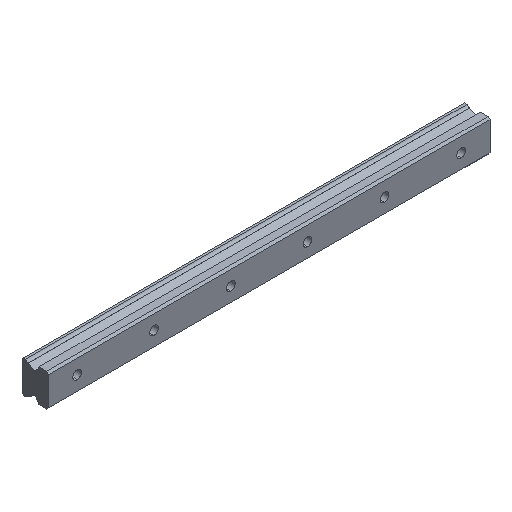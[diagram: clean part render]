
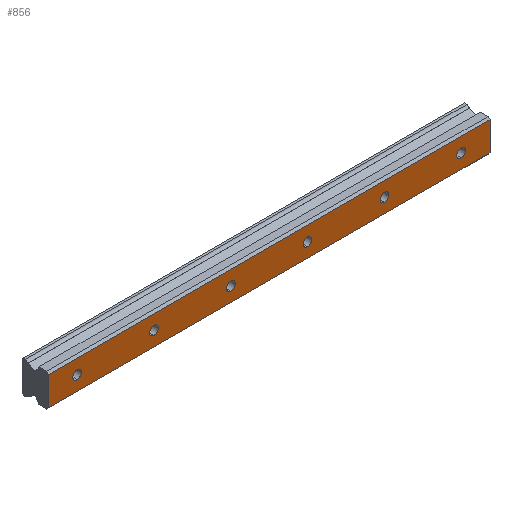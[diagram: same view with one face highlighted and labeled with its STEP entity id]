
A CAD part, isometric view. The second image highlights one B-rep face of the part: STEP entity #856.
In plain terms, the highlighted planar face has unit normal (0, -1, 0).
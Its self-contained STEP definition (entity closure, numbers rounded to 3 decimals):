
#4 = EDGE_CURVE ( 'NONE', #333, #716, #1142, .T. ) ;
#41 = EDGE_CURVE ( 'NONE', #1702, #1063, #1071, .T. ) ;
#48 = DIRECTION ( 'NONE',  ( 0., -1., 0. ) ) ;
#79 = CARTESIAN_POINT ( 'NONE',  ( 160., 0., -4.5 ) ) ;
#82 = CARTESIAN_POINT ( 'NONE',  ( -30., 0., -14.95 ) ) ;
#95 = PLANE ( 'NONE',  #537 ) ;
#101 = EDGE_CURVE ( 'NONE', #1796, #448, #274, .T. ) ;
#113 = CARTESIAN_POINT ( 'NONE',  ( 400., 0., 0. ) ) ;
#118 = EDGE_CURVE ( 'NONE', #151, #486, #866, .T. ) ;
#131 = VERTEX_POINT ( 'NONE', #1429 ) ;
#146 = EDGE_CURVE ( 'NONE', #393, #565, #1705, .T. ) ;
#151 = VERTEX_POINT ( 'NONE', #82 ) ;
#155 = CIRCLE ( 'NONE', #1283, 4.5 ) ;
#173 = CARTESIAN_POINT ( 'NONE',  ( 320., 0., 4.5 ) ) ;
#177 = DIRECTION ( 'NONE',  ( 0., 0., 1. ) ) ;
#184 = AXIS2_PLACEMENT_3D ( 'NONE', #1385, #1810, #1824 ) ;
#192 = ORIENTED_EDGE ( 'NONE', *, *, #1499, .F. ) ;
#194 = DIRECTION ( 'NONE',  ( 0., -1., 0. ) ) ;
#222 = ORIENTED_EDGE ( 'NONE', *, *, #1404, .F. ) ;
#230 = FACE_BOUND ( 'NONE', #1382, .T. ) ;
#244 = AXIS2_PLACEMENT_3D ( 'NONE', #1445, #194, #1781 ) ;
#246 = DIRECTION ( 'NONE',  ( 0., 0., 1. ) ) ;
#248 = CARTESIAN_POINT ( 'NONE',  ( 240., 0., 0. ) ) ;
#253 = EDGE_CURVE ( 'NONE', #486, #1264, #1618, .T. ) ;
#274 = CIRCLE ( 'NONE', #568, 4.5 ) ;
#309 = VERTEX_POINT ( 'NONE', #1674 ) ;
#318 = VECTOR ( 'NONE', #388, 1000. ) ;
#333 = VERTEX_POINT ( 'NONE', #960 ) ;
#335 = CARTESIAN_POINT ( 'NONE',  ( 430., 0., 14.95 ) ) ;
#367 = DIRECTION ( 'NONE',  ( 0., -1., 0. ) ) ;
#381 = DIRECTION ( 'NONE',  ( 0., 0., 1. ) ) ;
#388 = DIRECTION ( 'NONE',  ( 0., 0., -1. ) ) ;
#390 = EDGE_LOOP ( 'NONE', ( #669, #454 ) ) ;
#393 = VERTEX_POINT ( 'NONE', #1694 ) ;
#433 = DIRECTION ( 'NONE',  ( 0., -1., 0. ) ) ;
#448 = VERTEX_POINT ( 'NONE', #561 ) ;
#450 = DIRECTION ( 'NONE',  ( 0., 0., 1. ) ) ;
#454 = ORIENTED_EDGE ( 'NONE', *, *, #603, .F. ) ;
#461 = EDGE_LOOP ( 'NONE', ( #1191, #192 ) ) ;
#486 = VERTEX_POINT ( 'NONE', #1707 ) ;
#492 = CIRCLE ( 'NONE', #1300, 4.5 ) ;
#501 = DIRECTION ( 'NONE',  ( 0., 0., 1. ) ) ;
#504 = CARTESIAN_POINT ( 'NONE',  ( 430., 0., 14.95 ) ) ;
#506 = VERTEX_POINT ( 'NONE', #991 ) ;
#528 = CIRCLE ( 'NONE', #1005, 4.5 ) ;
#537 = AXIS2_PLACEMENT_3D ( 'NONE', #504, #1062, #1212 ) ;
#561 = CARTESIAN_POINT ( 'NONE',  ( 240., 0., 4.5 ) ) ;
#563 = VECTOR ( 'NONE', #604, 1000. ) ;
#565 = VERTEX_POINT ( 'NONE', #79 ) ;
#568 = AXIS2_PLACEMENT_3D ( 'NONE', #1734, #433, #1298 ) ;
#578 = CARTESIAN_POINT ( 'NONE',  ( 320., 0., -4.5 ) ) ;
#603 = EDGE_CURVE ( 'NONE', #565, #393, #155, .T. ) ;
#604 = DIRECTION ( 'NONE',  ( -1., 0., 0. ) ) ;
#607 = CARTESIAN_POINT ( 'NONE',  ( 430., 0., -14.95 ) ) ;
#617 = CARTESIAN_POINT ( 'NONE',  ( 240., 0., -4.5 ) ) ;
#626 = FACE_BOUND ( 'NONE', #1036, .T. ) ;
#629 = EDGE_LOOP ( 'NONE', ( #980, #1274, #697, #1241 ) ) ;
#630 = DIRECTION ( 'NONE',  ( 0., -1., 0. ) ) ;
#656 = CARTESIAN_POINT ( 'NONE',  ( 400., 0., -4.5 ) ) ;
#664 = DIRECTION ( 'NONE',  ( 0., 0., 1. ) ) ;
#669 = ORIENTED_EDGE ( 'NONE', *, *, #146, .F. ) ;
#671 = CARTESIAN_POINT ( 'NONE',  ( 320., 0., 0. ) ) ;
#672 = CARTESIAN_POINT ( 'NONE',  ( 400., 0., 0. ) ) ;
#685 = AXIS2_PLACEMENT_3D ( 'NONE', #1178, #48, #177 ) ;
#686 = DIRECTION ( 'NONE',  ( 0., -1., 0. ) ) ;
#687 = EDGE_CURVE ( 'NONE', #309, #131, #1484, .T. ) ;
#697 = ORIENTED_EDGE ( 'NONE', *, *, #253, .F. ) ;
#716 = VERTEX_POINT ( 'NONE', #656 ) ;
#808 = CARTESIAN_POINT ( 'NONE',  ( 80., 0., 0. ) ) ;
#847 = CARTESIAN_POINT ( 'NONE',  ( -30., 0., 14.95 ) ) ;
#851 = CIRCLE ( 'NONE', #1750, 4.5 ) ;
#856 = ADVANCED_FACE ( 'NONE', ( #1785, #230, #1634, #1471, #626, #1187, #1758 ), #95, .F. ) ;
#858 = VECTOR ( 'NONE', #450, 1000. ) ;
#866 = LINE ( 'NONE', #847, #858 ) ;
#867 = ORIENTED_EDGE ( 'NONE', *, *, #1004, .F. ) ;
#900 = DIRECTION ( 'NONE',  ( 1., 0., 0. ) ) ;
#906 = DIRECTION ( 'NONE',  ( 0., -1., 0. ) ) ;
#956 = CARTESIAN_POINT ( 'NONE',  ( 430., 0., 14.95 ) ) ;
#960 = CARTESIAN_POINT ( 'NONE',  ( 400., 0., 4.5 ) ) ;
#980 = ORIENTED_EDGE ( 'NONE', *, *, #1683, .F. ) ;
#982 = CIRCLE ( 'NONE', #184, 4.5 ) ;
#986 = LINE ( 'NONE', #1538, #318 ) ;
#991 = CARTESIAN_POINT ( 'NONE',  ( 0., 0., 4.5 ) ) ;
#993 = DIRECTION ( 'NONE',  ( 0., 0., 1. ) ) ;
#1004 = EDGE_CURVE ( 'NONE', #716, #333, #1251, .T. ) ;
#1005 = AXIS2_PLACEMENT_3D ( 'NONE', #248, #906, #501 ) ;
#1031 = ORIENTED_EDGE ( 'NONE', *, *, #101, .F. ) ;
#1032 = EDGE_CURVE ( 'NONE', #506, #1266, #982, .T. ) ;
#1036 = EDGE_LOOP ( 'NONE', ( #222, #1031 ) ) ;
#1062 = DIRECTION ( 'NONE',  ( 0., 1., 0. ) ) ;
#1063 = VERTEX_POINT ( 'NONE', #578 ) ;
#1071 = CIRCLE ( 'NONE', #685, 4.5 ) ;
#1092 = CARTESIAN_POINT ( 'NONE',  ( 0., 0., 0. ) ) ;
#1111 = EDGE_CURVE ( 'NONE', #1264, #1328, #986, .T. ) ;
#1142 = CIRCLE ( 'NONE', #1337, 4.5 ) ;
#1164 = AXIS2_PLACEMENT_3D ( 'NONE', #808, #1366, #246 ) ;
#1178 = CARTESIAN_POINT ( 'NONE',  ( 320., 0., 0. ) ) ;
#1182 = CARTESIAN_POINT ( 'NONE',  ( 160., 0., 0. ) ) ;
#1187 = FACE_BOUND ( 'NONE', #390, .T. ) ;
#1191 = ORIENTED_EDGE ( 'NONE', *, *, #687, .F. ) ;
#1194 = EDGE_CURVE ( 'NONE', #1063, #1702, #492, .T. ) ;
#1212 = DIRECTION ( 'NONE',  ( 0., 0., 1. ) ) ;
#1241 = ORIENTED_EDGE ( 'NONE', *, *, #118, .F. ) ;
#1244 = CIRCLE ( 'NONE', #1698, 4.5 ) ;
#1251 = CIRCLE ( 'NONE', #1787, 4.5 ) ;
#1256 = ORIENTED_EDGE ( 'NONE', *, *, #1194, .F. ) ;
#1261 = EDGE_LOOP ( 'NONE', ( #1472, #867 ) ) ;
#1264 = VERTEX_POINT ( 'NONE', #956 ) ;
#1266 = VERTEX_POINT ( 'NONE', #1741 ) ;
#1274 = ORIENTED_EDGE ( 'NONE', *, *, #1111, .F. ) ;
#1283 = AXIS2_PLACEMENT_3D ( 'NONE', #1182, #1622, #1466 ) ;
#1298 = DIRECTION ( 'NONE',  ( 0., 0., 1. ) ) ;
#1300 = AXIS2_PLACEMENT_3D ( 'NONE', #671, #686, #1409 ) ;
#1328 = VERTEX_POINT ( 'NONE', #607 ) ;
#1337 = AXIS2_PLACEMENT_3D ( 'NONE', #113, #1711, #993 ) ;
#1366 = DIRECTION ( 'NONE',  ( 0., -1., 0. ) ) ;
#1382 = EDGE_LOOP ( 'NONE', ( #1482, #1830 ) ) ;
#1385 = CARTESIAN_POINT ( 'NONE',  ( 0., 0., 0. ) ) ;
#1404 = EDGE_CURVE ( 'NONE', #448, #1796, #528, .T. ) ;
#1409 = DIRECTION ( 'NONE',  ( 0., 0., 1. ) ) ;
#1429 = CARTESIAN_POINT ( 'NONE',  ( 80., 0., -4.5 ) ) ;
#1433 = CARTESIAN_POINT ( 'NONE',  ( 430., 0., -14.95 ) ) ;
#1445 = CARTESIAN_POINT ( 'NONE',  ( 160., 0., 0. ) ) ;
#1466 = DIRECTION ( 'NONE',  ( 0., 0., 1. ) ) ;
#1471 = FACE_BOUND ( 'NONE', #1595, .T. ) ;
#1472 = ORIENTED_EDGE ( 'NONE', *, *, #4, .F. ) ;
#1482 = ORIENTED_EDGE ( 'NONE', *, *, #1032, .F. ) ;
#1484 = CIRCLE ( 'NONE', #1164, 4.5 ) ;
#1499 = EDGE_CURVE ( 'NONE', #131, #309, #851, .T. ) ;
#1532 = EDGE_CURVE ( 'NONE', #1266, #506, #1244, .T. ) ;
#1538 = CARTESIAN_POINT ( 'NONE',  ( 430., 0., 14.95 ) ) ;
#1553 = VECTOR ( 'NONE', #900, 1000. ) ;
#1595 = EDGE_LOOP ( 'NONE', ( #1831, #1256 ) ) ;
#1618 = LINE ( 'NONE', #335, #1553 ) ;
#1622 = DIRECTION ( 'NONE',  ( 0., -1., 0. ) ) ;
#1634 = FACE_BOUND ( 'NONE', #1261, .T. ) ;
#1643 = CARTESIAN_POINT ( 'NONE',  ( 80., 0., 0. ) ) ;
#1660 = DIRECTION ( 'NONE',  ( 0., -1., 0. ) ) ;
#1674 = CARTESIAN_POINT ( 'NONE',  ( 80., 0., 4.5 ) ) ;
#1683 = EDGE_CURVE ( 'NONE', #1328, #151, #1720, .T. ) ;
#1694 = CARTESIAN_POINT ( 'NONE',  ( 160., 0., 4.5 ) ) ;
#1698 = AXIS2_PLACEMENT_3D ( 'NONE', #1092, #1660, #381 ) ;
#1702 = VERTEX_POINT ( 'NONE', #173 ) ;
#1705 = CIRCLE ( 'NONE', #244, 4.5 ) ;
#1707 = CARTESIAN_POINT ( 'NONE',  ( -30., 0., 14.95 ) ) ;
#1711 = DIRECTION ( 'NONE',  ( 0., -1., 0. ) ) ;
#1720 = LINE ( 'NONE', #1433, #563 ) ;
#1734 = CARTESIAN_POINT ( 'NONE',  ( 240., 0., 0. ) ) ;
#1741 = CARTESIAN_POINT ( 'NONE',  ( 0., 0., -4.5 ) ) ;
#1750 = AXIS2_PLACEMENT_3D ( 'NONE', #1643, #630, #1772 ) ;
#1758 = FACE_BOUND ( 'NONE', #461, .T. ) ;
#1772 = DIRECTION ( 'NONE',  ( 0., 0., 1. ) ) ;
#1781 = DIRECTION ( 'NONE',  ( 0., 0., 1. ) ) ;
#1785 = FACE_OUTER_BOUND ( 'NONE', #629, .T. ) ;
#1787 = AXIS2_PLACEMENT_3D ( 'NONE', #672, #367, #664 ) ;
#1796 = VERTEX_POINT ( 'NONE', #617 ) ;
#1810 = DIRECTION ( 'NONE',  ( 0., -1., 0. ) ) ;
#1824 = DIRECTION ( 'NONE',  ( 0., 0., 1. ) ) ;
#1830 = ORIENTED_EDGE ( 'NONE', *, *, #1532, .F. ) ;
#1831 = ORIENTED_EDGE ( 'NONE', *, *, #41, .F. ) ;
